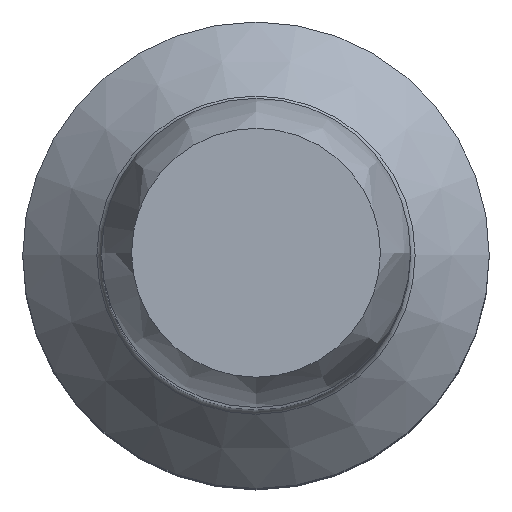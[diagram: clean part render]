
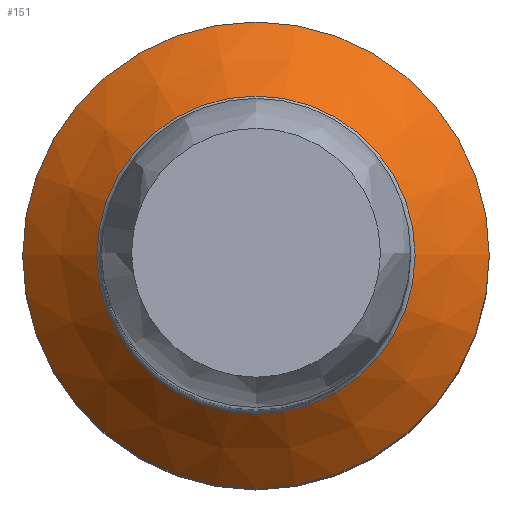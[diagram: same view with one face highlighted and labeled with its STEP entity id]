
A CAD part, top view. The second image highlights one B-rep face of the part: STEP entity #151.
In plain terms, the highlighted conical face has half-angle 45 degrees and reference radius 3 mm.
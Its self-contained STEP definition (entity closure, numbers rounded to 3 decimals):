
#114=CONICAL_SURFACE('',#951,3.,45.);
#151=ADVANCED_FACE('',(#217,#218),#114,.T.);
#217=FACE_BOUND('',#281,.T.);
#218=FACE_BOUND('',#282,.T.);
#281=EDGE_LOOP('',(#565));
#282=EDGE_LOOP('',(#566));
#343=CIRCLE('',#948,3.);
#344=CIRCLE('',#950,2.046);
#565=ORIENTED_EDGE('',*,*,#790,.T.);
#566=ORIENTED_EDGE('',*,*,#789,.T.);
#683=VERTEX_POINT('',#1861);
#684=VERTEX_POINT('',#1864);
#789=EDGE_CURVE('',#683,#683,#343,.T.);
#790=EDGE_CURVE('',#684,#684,#344,.T.);
#948=AXIS2_PLACEMENT_3D('',#1860,#1122,#1123);
#950=AXIS2_PLACEMENT_3D('',#1863,#1126,#1127);
#951=AXIS2_PLACEMENT_3D('',#1865,#1128,#1129);
#1122=DIRECTION('',(0.,0.,1.));
#1123=DIRECTION('',(1.,0.,0.));
#1126=DIRECTION('',(0.,0.,-1.));
#1127=DIRECTION('',(-1.,0.,0.));
#1128=DIRECTION('',(0.,0.,-1.));
#1129=DIRECTION('',(-1.,0.,0.));
#1860=CARTESIAN_POINT('',(0.,0.,10.238));
#1861=CARTESIAN_POINT('',(3.,0.,10.238));
#1863=CARTESIAN_POINT('',(0.,0.,11.191));
#1864=CARTESIAN_POINT('',(-2.046,0.,11.191));
#1865=CARTESIAN_POINT('',(0.,0.,10.238));
